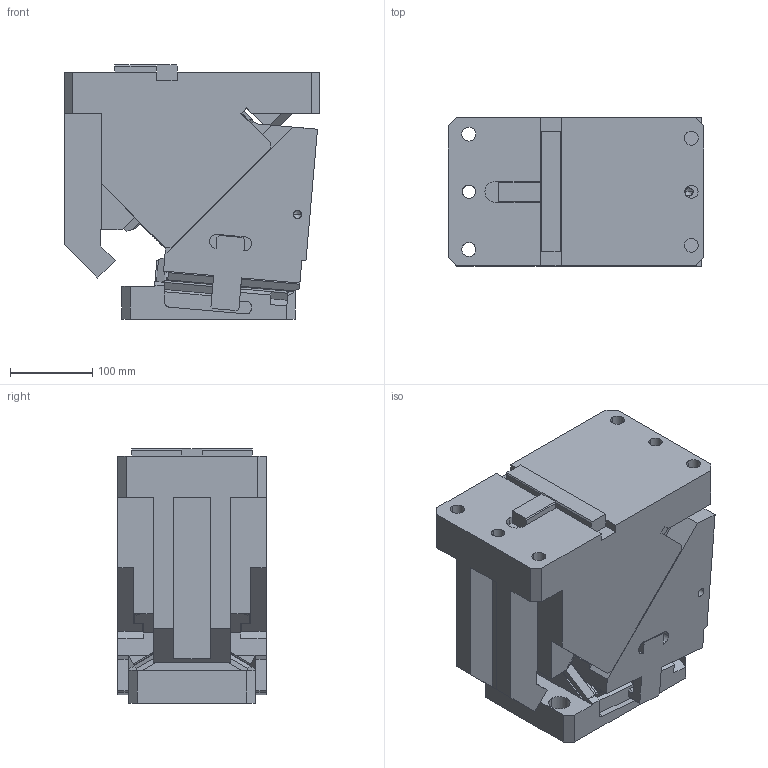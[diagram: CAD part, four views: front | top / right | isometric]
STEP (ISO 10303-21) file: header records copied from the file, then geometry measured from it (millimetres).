
FILE_DESCRIPTION(('CATIA V5 STEP Exchange'),'2;1');
FILE_NAME('CACV_F_180_05.stp','2015-04-27T07:16:02+00:00',('none'),('none'),'CATIA Version 5 Release 19 SP 2 (IN-10)','CATIA V5 STEP AP203','none');
FILE_SCHEMA(('CONFIG_CONTROL_DESIGN'));
Length unit declared in the file: millimetre
Products named in the file (1): CACV_F_180_05
Bounding box: 310 x 180 x 309 mm (x, y, z)
Volume: 12232708.9 mm3; surface area: 712851.9 mm2
Topology: 3 solids, 7 shells, 536 faces, 1482 edges, 964 vertices
Faces by surface type: plane 378, cylinder 150, cone 8
Entity records: 17838 total; most frequent: CARTESIAN_POINT 4671, ORIENTED_EDGE 2952, DIRECTION 2273, EDGE_CURVE 1476, VECTOR 1129, LINE 1129, VERTEX_POINT 964, AXIS2_PLACEMENT_3D 664
